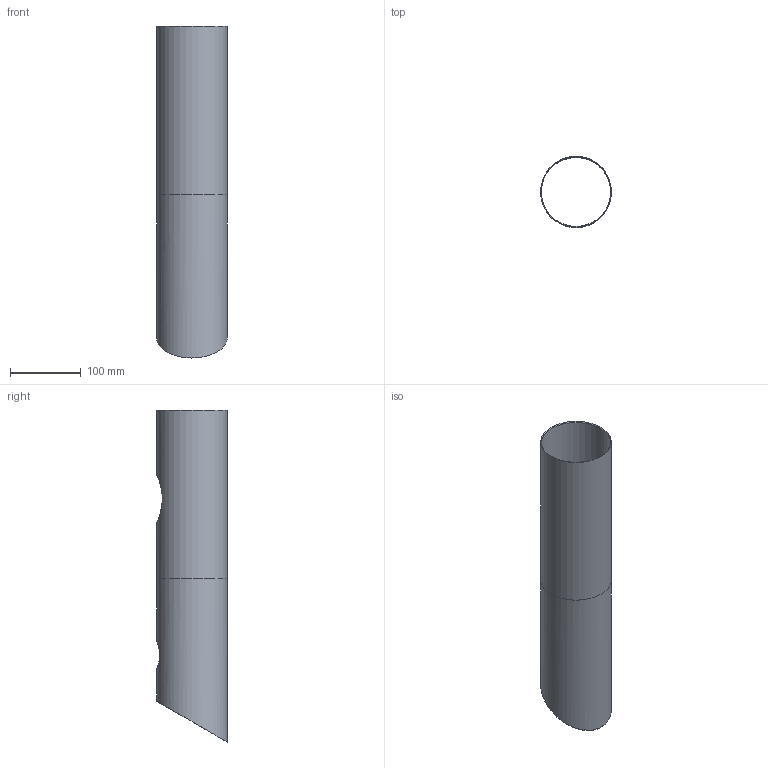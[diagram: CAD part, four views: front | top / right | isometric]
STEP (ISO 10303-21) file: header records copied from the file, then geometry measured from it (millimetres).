
FILE_DESCRIPTION(('FreeCAD Model'),'2;1');
FILE_NAME('Open CASCADE Shape Model','2022-08-29T17:27:02',('Author'),( ''),'Open CASCADE STEP processor 7.5','FreeCAD','Unknown');
FILE_SCHEMA(('AUTOMOTIVE_DESIGN { 1 0 10303 214 1 1 1 1 }'));
Length unit declared in the file: millimetre
Products named in the file (3): Unnamed; Slice004.0; Slice004.1
Assembly tree (2 placements, depth 2):
  Unnamed
    Slice004.0
    Slice004.1
Bounding box: 100 x 100 x 468.93 mm (x, y, z)
Volume: 132385.2 mm3; surface area: 266612.6 mm2
Topology: 2 solids, 2 shells, 10 faces, 19 edges, 12 vertices
Faces by surface type: cylinder 5, plane 3, cone 2
Full cylindrical faces by diameter (mm): 40 x1, 98 x2, 100 x2
Entity records: 2659 total; most frequent: CARTESIAN_POINT 2185, DIRECTION 77, ORIENTED_EDGE 38, PCURVE 38, DEFINITIONAL_REPRESENTATION 38, LINE 29, VECTOR 29, AXIS2_PLACEMENT_3D 21
